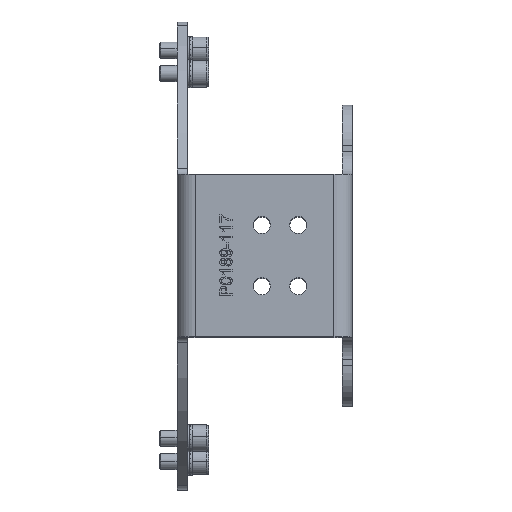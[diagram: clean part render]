
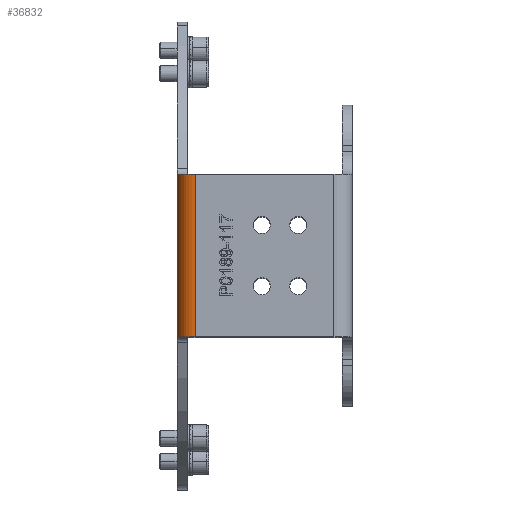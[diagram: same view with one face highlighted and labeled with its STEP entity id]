
A CAD part, top view. The second image highlights one B-rep face of the part: STEP entity #36832.
In plain terms, the highlighted cylindrical face has radius 9 mm (diameter 18 mm), a partial arc.
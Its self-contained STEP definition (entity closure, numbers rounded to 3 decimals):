
#308 = VERTEX_POINT ( 'NONE', #4939 ) ;
#2392 = DIRECTION ( 'NONE',  ( 0., -1., 0. ) ) ;
#3125 = VECTOR ( 'NONE', #22357, 1000. ) ;
#4939 = CARTESIAN_POINT ( 'NONE',  ( -2153.75, 2060., 124.955 ) ) ;
#6349 = AXIS2_PLACEMENT_3D ( 'NONE', #37872, #2392, #49473 ) ;
#8186 = CARTESIAN_POINT ( 'NONE',  ( -2144.75, 2060., 124.955 ) ) ;
#10495 = LINE ( 'NONE', #21336, #3125 ) ;
#10944 = ORIENTED_EDGE ( 'NONE', *, *, #36217, .F. ) ;
#11473 = CARTESIAN_POINT ( 'NONE',  ( -2144.75, 2140., 133.955 ) ) ;
#11801 = CARTESIAN_POINT ( 'NONE',  ( -2144.75, 2140., 124.955 ) ) ;
#12848 = AXIS2_PLACEMENT_3D ( 'NONE', #11801, #27482, #43238 ) ;
#13955 = CARTESIAN_POINT ( 'NONE',  ( -2144.75, 2100., 133.955 ) ) ;
#14204 = DIRECTION ( 'NONE',  ( 0., 1., 0. ) ) ;
#16276 = CIRCLE ( 'NONE', #35971, 9. ) ;
#17406 = EDGE_CURVE ( 'NONE', #29646, #308, #16276, .T. ) ;
#21259 = ORIENTED_EDGE ( 'NONE', *, *, #32647, .T. ) ;
#21336 = CARTESIAN_POINT ( 'NONE',  ( -2153.75, 2060., 124.955 ) ) ;
#22357 = DIRECTION ( 'NONE',  ( 0., 1., 0. ) ) ;
#22663 = EDGE_CURVE ( 'NONE', #308, #33117, #10495, .T. ) ;
#23637 = CARTESIAN_POINT ( 'NONE',  ( -2144.75, 2060., 133.955 ) ) ;
#26782 = FACE_OUTER_BOUND ( 'NONE', #50886, .T. ) ;
#27482 = DIRECTION ( 'NONE',  ( 0., 1., 0. ) ) ;
#29241 = CIRCLE ( 'NONE', #12848, 9. ) ;
#29646 = VERTEX_POINT ( 'NONE', #23637 ) ;
#29877 = LINE ( 'NONE', #13955, #30632 ) ;
#30632 = VECTOR ( 'NONE', #14204, 1000. ) ;
#31299 = CARTESIAN_POINT ( 'NONE',  ( -2153.75, 2140., 124.955 ) ) ;
#32647 = EDGE_CURVE ( 'NONE', #29646, #48632, #29877, .T. ) ;
#33117 = VERTEX_POINT ( 'NONE', #31299 ) ;
#35402 = ORIENTED_EDGE ( 'NONE', *, *, #17406, .F. ) ;
#35721 = DIRECTION ( 'NONE',  ( 1., 0., 0. ) ) ;
#35971 = AXIS2_PLACEMENT_3D ( 'NONE', #8186, #42461, #35721 ) ;
#36217 = EDGE_CURVE ( 'NONE', #33117, #48632, #29241, .T. ) ;
#36832 = ADVANCED_FACE ( 'NONE', ( #26782 ), #42534, .T. ) ;
#37872 = CARTESIAN_POINT ( 'NONE',  ( -2144.75, 2060., 124.955 ) ) ;
#42461 = DIRECTION ( 'NONE',  ( 0., -1., 0. ) ) ;
#42534 = CYLINDRICAL_SURFACE ( 'NONE', #6349, 9. ) ;
#43238 = DIRECTION ( 'NONE',  ( 1., 0., 0. ) ) ;
#48632 = VERTEX_POINT ( 'NONE', #11473 ) ;
#48901 = ORIENTED_EDGE ( 'NONE', *, *, #22663, .F. ) ;
#49473 = DIRECTION ( 'NONE',  ( 0., 0., 1. ) ) ;
#50886 = EDGE_LOOP ( 'NONE', ( #48901, #35402, #21259, #10944 ) ) ;
